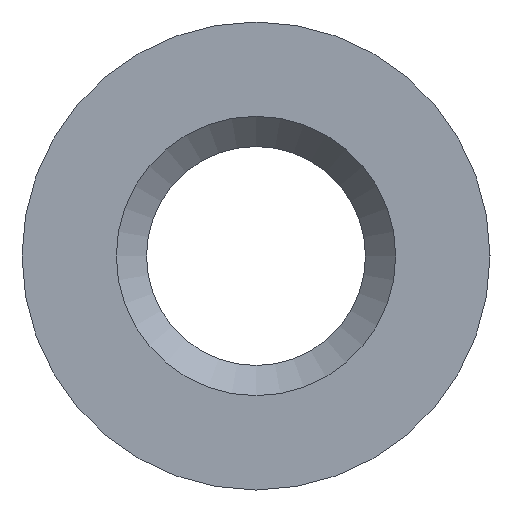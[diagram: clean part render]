
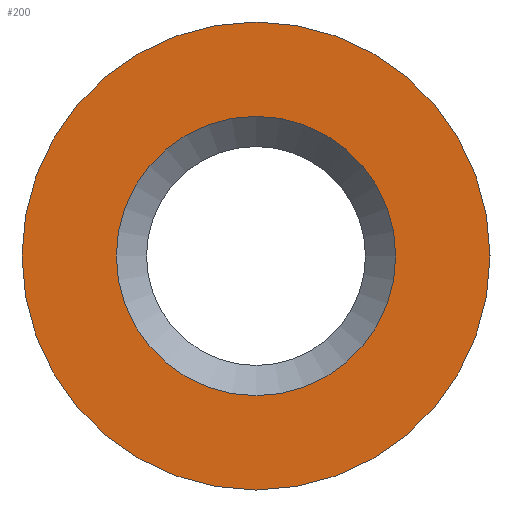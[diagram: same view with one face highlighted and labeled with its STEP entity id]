
A CAD part, left-side view. The second image highlights one B-rep face of the part: STEP entity #200.
In plain terms, the highlighted planar face has unit normal (-1, 0, 0).
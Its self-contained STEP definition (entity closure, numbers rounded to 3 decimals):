
#30=ORIENTED_EDGE('',*,*,#66,.F.);
#31=ORIENTED_EDGE('',*,*,#67,.T.);
#66=EDGE_CURVE('',#84,#84,#102,.T.);
#67=EDGE_CURVE('',#85,#85,#103,.T.);
#84=VERTEX_POINT('',#344);
#85=VERTEX_POINT('',#346);
#102=CIRCLE('',#232,1.675);
#103=CIRCLE('',#233,1.);
#120=EDGE_LOOP('',(#30));
#121=EDGE_LOOP('',(#31));
#156=FACE_BOUND('',#120,.T.);
#157=FACE_BOUND('',#121,.T.);
#192=PLANE('',#231);
#200=ADVANCED_FACE('',(#156,#157),#192,.F.);
#231=AXIS2_PLACEMENT_3D('',#342,#269,#270);
#232=AXIS2_PLACEMENT_3D('',#343,#271,#272);
#233=AXIS2_PLACEMENT_3D('',#345,#273,#274);
#269=DIRECTION('',(1.,0.,0.));
#270=DIRECTION('',(0.,0.,-1.));
#271=DIRECTION('',(1.,0.,0.));
#272=DIRECTION('',(0.,0.,-1.));
#273=DIRECTION('',(1.,0.,0.));
#274=DIRECTION('',(0.,0.,-1.));
#342=CARTESIAN_POINT('',(0.,0.,0.));
#343=CARTESIAN_POINT('',(0.,0.,0.));
#344=CARTESIAN_POINT('',(0.,0.,-1.675));
#345=CARTESIAN_POINT('',(0.,0.,0.));
#346=CARTESIAN_POINT('',(0.,0.,-1.));
